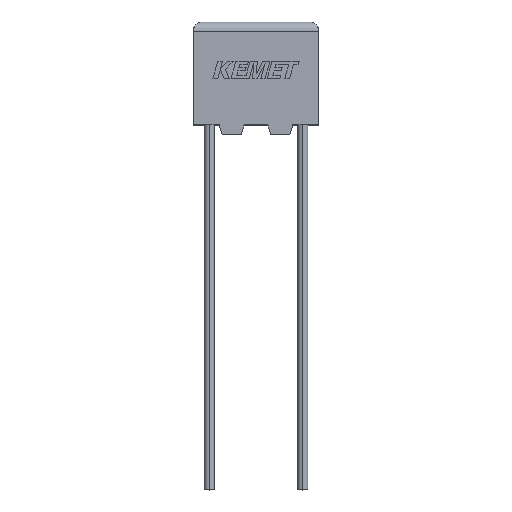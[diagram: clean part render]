
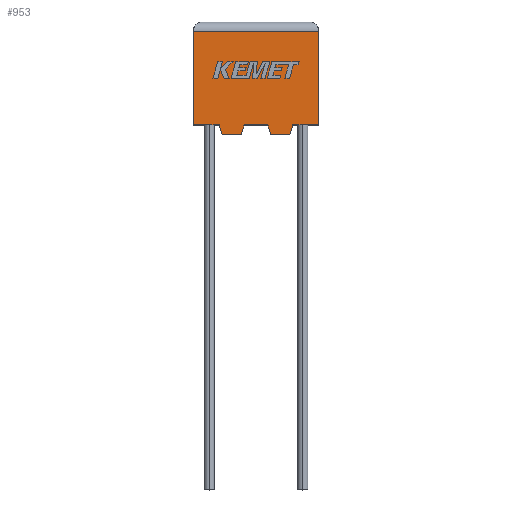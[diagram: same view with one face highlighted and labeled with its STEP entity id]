
A CAD part, top view. The second image highlights one B-rep face of the part: STEP entity #953.
In plain terms, the highlighted planar face has unit normal (0, 0, 1).
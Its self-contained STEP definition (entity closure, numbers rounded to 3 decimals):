
#43 = DIRECTION ( 'NONE',  ( -0.287, -0.958, 0. ) ) ;
#64 = DIRECTION ( 'NONE',  ( 1., 0., 0. ) ) ;
#94 = CARTESIAN_POINT ( 'NONE',  ( 5.164, -0.5, 2. ) ) ;
#137 = VECTOR ( 'NONE', #43, 1000. ) ;
#142 = LINE ( 'NONE', #2981, #1221 ) ;
#179 = VERTEX_POINT ( 'NONE', #94 ) ;
#187 = LINE ( 'NONE', #959, #220 ) ;
#191 = VECTOR ( 'NONE', #1647, 1000. ) ;
#220 = VECTOR ( 'NONE', #2713, 1000. ) ;
#251 = CARTESIAN_POINT ( 'NONE',  ( 5.314, 0., 2. ) ) ;
#279 = DIRECTION ( 'NONE',  ( 0., -1., 0. ) ) ;
#346 = VECTOR ( 'NONE', #64, 1000. ) ;
#359 = EDGE_CURVE ( 'NONE', #1708, #1971, #2712, .T. ) ;
#370 = DIRECTION ( 'NONE',  ( 0.287, 0.958, 0. ) ) ;
#419 = LINE ( 'NONE', #549, #191 ) ;
#420 = ORIENTED_EDGE ( 'NONE', *, *, #1151, .T. ) ;
#482 = CARTESIAN_POINT ( 'NONE',  ( 1.536, -0.5, 2. ) ) ;
#519 = EDGE_CURVE ( 'NONE', #2017, #607, #554, .T. ) ;
#530 = VERTEX_POINT ( 'NONE', #3195 ) ;
#538 = VERTEX_POINT ( 'NONE', #251 ) ;
#549 = CARTESIAN_POINT ( 'NONE',  ( 1.386, 0., 2. ) ) ;
#550 = VECTOR ( 'NONE', #279, 1000. ) ;
#554 = LINE ( 'NONE', #928, #1023 ) ;
#561 = EDGE_CURVE ( 'NONE', #2726, #2732, #142, .T. ) ;
#570 = ORIENTED_EDGE ( 'NONE', *, *, #2286, .T. ) ;
#592 = CARTESIAN_POINT ( 'NONE',  ( 2.561, -0.5, 2. ) ) ;
#607 = VERTEX_POINT ( 'NONE', #1858 ) ;
#648 = EDGE_LOOP ( 'NONE', ( #2242, #1843, #420, #570, #805, #2477, #1449, #2601, #2915, #865, #2804, #2720 ) ) ;
#739 = VECTOR ( 'NONE', #2946, 1000. ) ;
#805 = ORIENTED_EDGE ( 'NONE', *, *, #2384, .T. ) ;
#847 = CARTESIAN_POINT ( 'NONE',  ( 1.386, 0., 2. ) ) ;
#865 = ORIENTED_EDGE ( 'NONE', *, *, #2922, .F. ) ;
#928 = CARTESIAN_POINT ( 'NONE',  ( 4.139, -0.5, 2. ) ) ;
#953 = ADVANCED_FACE ( 'NONE', ( #1099 ), #2809, .F. ) ;
#959 = CARTESIAN_POINT ( 'NONE',  ( 0., 0., 2. ) ) ;
#1010 = CARTESIAN_POINT ( 'NONE',  ( 0., 0., 2. ) ) ;
#1023 = VECTOR ( 'NONE', #2173, 1000. ) ;
#1058 = CARTESIAN_POINT ( 'NONE',  ( 0., 0., 2. ) ) ;
#1099 = FACE_OUTER_BOUND ( 'NONE', #648, .T. ) ;
#1151 = EDGE_CURVE ( 'NONE', #530, #2549, #2708, .T. ) ;
#1184 = CARTESIAN_POINT ( 'NONE',  ( 5.164, -0.5, 2. ) ) ;
#1215 = EDGE_CURVE ( 'NONE', #538, #179, #1565, .T. ) ;
#1221 = VECTOR ( 'NONE', #2271, 1000. ) ;
#1228 = CARTESIAN_POINT ( 'NONE',  ( 0., 0., 2. ) ) ;
#1230 = VECTOR ( 'NONE', #2497, 1000. ) ;
#1321 = VERTEX_POINT ( 'NONE', #847 ) ;
#1408 = DIRECTION ( 'NONE',  ( -1., 0., 0. ) ) ;
#1411 = AXIS2_PLACEMENT_3D ( 'NONE', #1058, #3034, #1778 ) ;
#1449 = ORIENTED_EDGE ( 'NONE', *, *, #1816, .T. ) ;
#1459 = EDGE_CURVE ( 'NONE', #1793, #607, #2705, .T. ) ;
#1501 = LINE ( 'NONE', #1184, #2592 ) ;
#1545 = CARTESIAN_POINT ( 'NONE',  ( 2.711, 0., 2. ) ) ;
#1555 = CARTESIAN_POINT ( 'NONE',  ( 5.314, 0., 2. ) ) ;
#1565 = LINE ( 'NONE', #1555, #137 ) ;
#1647 = DIRECTION ( 'NONE',  ( 0.287, -0.958, 0. ) ) ;
#1669 = LINE ( 'NONE', #1228, #346 ) ;
#1689 = CARTESIAN_POINT ( 'NONE',  ( 6.7, 0., 2. ) ) ;
#1708 = VERTEX_POINT ( 'NONE', #1993 ) ;
#1750 = CARTESIAN_POINT ( 'NONE',  ( 0., 5., 2. ) ) ;
#1778 = DIRECTION ( 'NONE',  ( -1., 0., 0. ) ) ;
#1793 = VERTEX_POINT ( 'NONE', #1545 ) ;
#1816 = EDGE_CURVE ( 'NONE', #2732, #1793, #2852, .T. ) ;
#1843 = ORIENTED_EDGE ( 'NONE', *, *, #3134, .T. ) ;
#1858 = CARTESIAN_POINT ( 'NONE',  ( 3.989, 0., 2. ) ) ;
#1902 = LINE ( 'NONE', #1750, #1230 ) ;
#1927 = CARTESIAN_POINT ( 'NONE',  ( 0., 0., 2. ) ) ;
#1971 = VERTEX_POINT ( 'NONE', #2631 ) ;
#1993 = CARTESIAN_POINT ( 'NONE',  ( 6.7, 0., 2. ) ) ;
#2017 = VERTEX_POINT ( 'NONE', #2912 ) ;
#2106 = VECTOR ( 'NONE', #370, 1000. ) ;
#2143 = DIRECTION ( 'NONE',  ( 1., 0., 0. ) ) ;
#2173 = DIRECTION ( 'NONE',  ( -0.287, 0.958, 0. ) ) ;
#2226 = VECTOR ( 'NONE', #2143, 1000. ) ;
#2230 = CARTESIAN_POINT ( 'NONE',  ( 2.561, -0.5, 2. ) ) ;
#2242 = ORIENTED_EDGE ( 'NONE', *, *, #359, .T. ) ;
#2271 = DIRECTION ( 'NONE',  ( 1., 0., 0. ) ) ;
#2286 = EDGE_CURVE ( 'NONE', #2549, #1321, #1669, .T. ) ;
#2384 = EDGE_CURVE ( 'NONE', #1321, #2726, #419, .T. ) ;
#2477 = ORIENTED_EDGE ( 'NONE', *, *, #561, .T. ) ;
#2497 = DIRECTION ( 'NONE',  ( -1., 0., 0. ) ) ;
#2549 = VERTEX_POINT ( 'NONE', #3111 ) ;
#2592 = VECTOR ( 'NONE', #1408, 1000. ) ;
#2601 = ORIENTED_EDGE ( 'NONE', *, *, #1459, .T. ) ;
#2631 = CARTESIAN_POINT ( 'NONE',  ( 6.7, 5., 2. ) ) ;
#2705 = LINE ( 'NONE', #1927, #2226 ) ;
#2708 = LINE ( 'NONE', #1010, #550 ) ;
#2712 = LINE ( 'NONE', #1689, #739 ) ;
#2713 = DIRECTION ( 'NONE',  ( 1., 0., 0. ) ) ;
#2720 = ORIENTED_EDGE ( 'NONE', *, *, #3030, .T. ) ;
#2726 = VERTEX_POINT ( 'NONE', #482 ) ;
#2732 = VERTEX_POINT ( 'NONE', #2230 ) ;
#2804 = ORIENTED_EDGE ( 'NONE', *, *, #1215, .F. ) ;
#2809 = PLANE ( 'NONE',  #1411 ) ;
#2852 = LINE ( 'NONE', #592, #2106 ) ;
#2912 = CARTESIAN_POINT ( 'NONE',  ( 4.139, -0.5, 2. ) ) ;
#2915 = ORIENTED_EDGE ( 'NONE', *, *, #519, .F. ) ;
#2922 = EDGE_CURVE ( 'NONE', #179, #2017, #1501, .T. ) ;
#2946 = DIRECTION ( 'NONE',  ( 0., 1., 0. ) ) ;
#2981 = CARTESIAN_POINT ( 'NONE',  ( 1.536, -0.5, 2. ) ) ;
#3030 = EDGE_CURVE ( 'NONE', #538, #1708, #187, .T. ) ;
#3034 = DIRECTION ( 'NONE',  ( 0., 0., -1. ) ) ;
#3111 = CARTESIAN_POINT ( 'NONE',  ( 0., 0., 2. ) ) ;
#3134 = EDGE_CURVE ( 'NONE', #1971, #530, #1902, .T. ) ;
#3195 = CARTESIAN_POINT ( 'NONE',  ( 0., 5., 2. ) ) ;
